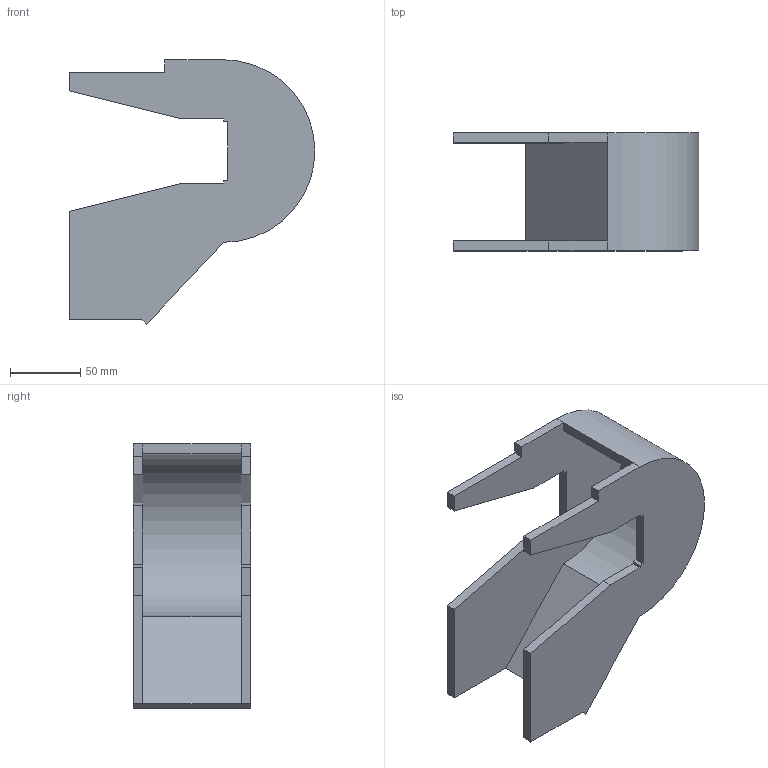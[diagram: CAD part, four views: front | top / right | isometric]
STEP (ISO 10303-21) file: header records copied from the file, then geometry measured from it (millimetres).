
FILE_DESCRIPTION(/* description */ (''),/* implementation_level */ '2;1');
FILE_NAME(/* name */ 'casco-salida-0.1.stp',/* time_stamp */ '2015-09-21T09:59:08+02:00',/* author */ ('Startic'),/* organization */ (''),/* preprocessor_version */ 'ST-DEVELOPER v16.1',/* originating_system */ 'Autodesk Inventor LT ',/* authorisation */ '');
FILE_SCHEMA (('AUTOMOTIVE_DESIGN { 1 0 10303 214 3 1 1 }'));
Length unit declared in the file: millimetre
Products named in the file (1): casco-salida-0.1
Bounding box: 175 x 84 x 188.28 mm (x, y, z)
Volume: 376919.1 mm3; surface area: 120236.1 mm2
Topology: 1 solids, 1 shells, 40 faces, 110 edges, 72 vertices
Faces by surface type: plane 38, cylinder 2
Entity records: 1270 total; most frequent: CARTESIAN_POINT 223, ORIENTED_EDGE 220, DIRECTION 196, EDGE_CURVE 110, LINE 106, VECTOR 106, VERTEX_POINT 72, AXIS2_PLACEMENT_3D 45
